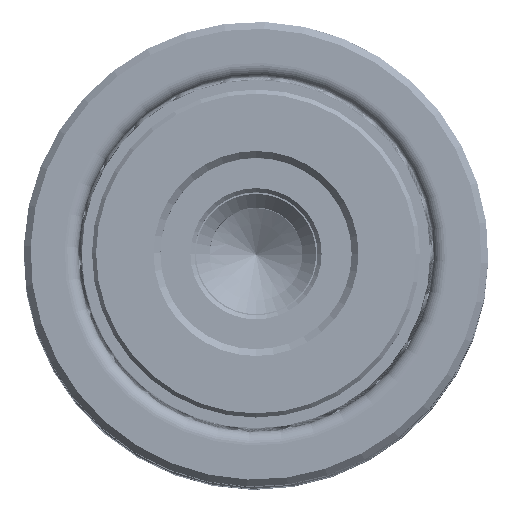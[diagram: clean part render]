
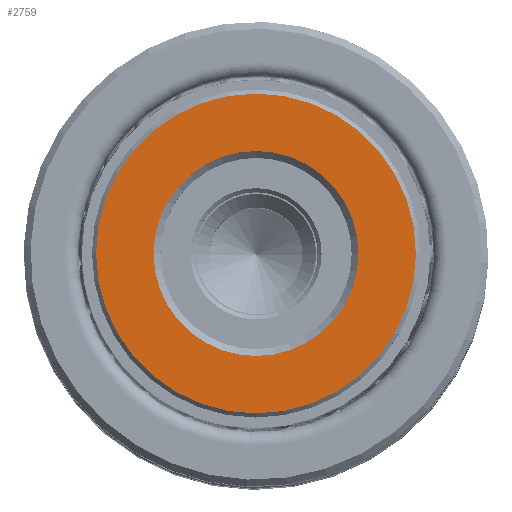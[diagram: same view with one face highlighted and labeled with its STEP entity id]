
A CAD part, top view. The second image highlights one B-rep face of the part: STEP entity #2759.
In plain terms, the highlighted face is planar.
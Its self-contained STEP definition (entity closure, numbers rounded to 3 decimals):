
#171 = EDGE_LOOP ( 'NONE', ( #14423, #29035 ) ) ;
#2204 = DIRECTION ( 'NONE',  ( 0., 0., -1. ) ) ;
#2759 = ADVANCED_FACE ( 'NONE', ( #21662, #29614 ), #20525, .F. ) ;
#2853 = EDGE_LOOP ( 'NONE', ( #11075, #35559 ) ) ;
#5611 = DIRECTION ( 'NONE',  ( 1., 0., 0. ) ) ;
#6916 = CARTESIAN_POINT ( 'NONE',  ( 11.7, 0., 0. ) ) ;
#7929 = CARTESIAN_POINT ( 'NONE',  ( 0., 0., 0. ) ) ;
#9257 = DIRECTION ( 'NONE',  ( 0., 0., 1. ) ) ;
#10961 = DIRECTION ( 'NONE',  ( 1., 0., 0. ) ) ;
#11075 = ORIENTED_EDGE ( 'NONE', *, *, #13583, .T. ) ;
#13583 = EDGE_CURVE ( 'NONE', #30105, #18181, #32678, .T. ) ;
#13874 = VERTEX_POINT ( 'NONE', #26745 ) ;
#13985 = AXIS2_PLACEMENT_3D ( 'NONE', #14494, #35382, #17524 ) ;
#14423 = ORIENTED_EDGE ( 'NONE', *, *, #25110, .T. ) ;
#14478 = CIRCLE ( 'NONE', #24620, 11.7 ) ;
#14494 = CARTESIAN_POINT ( 'NONE',  ( 0., 0., 0. ) ) ;
#16906 = EDGE_CURVE ( 'NONE', #18181, #30105, #23123, .T. ) ;
#17524 = DIRECTION ( 'NONE',  ( 1., 0., 0. ) ) ;
#17971 = CARTESIAN_POINT ( 'NONE',  ( -7.5, 0., 0. ) ) ;
#18181 = VERTEX_POINT ( 'NONE', #24599 ) ;
#19655 = EDGE_CURVE ( 'NONE', #13874, #29073, #26791, .T. ) ;
#20073 = CARTESIAN_POINT ( 'NONE',  ( 0., 0., 0. ) ) ;
#20525 = PLANE ( 'NONE',  #22680 ) ;
#21662 = FACE_OUTER_BOUND ( 'NONE', #171, .T. ) ;
#22460 = AXIS2_PLACEMENT_3D ( 'NONE', #27160, #9257, #30184 ) ;
#22680 = AXIS2_PLACEMENT_3D ( 'NONE', #38359, #23527, #5611 ) ;
#23071 = DIRECTION ( 'NONE',  ( 1., 0., 0. ) ) ;
#23123 = CIRCLE ( 'NONE', #13985, 7.5 ) ;
#23527 = DIRECTION ( 'NONE',  ( 0., 0., 1. ) ) ;
#24599 = CARTESIAN_POINT ( 'NONE',  ( 7.5, 0., 0. ) ) ;
#24620 = AXIS2_PLACEMENT_3D ( 'NONE', #20073, #2204, #23071 ) ;
#25110 = EDGE_CURVE ( 'NONE', #29073, #13874, #14478, .T. ) ;
#26745 = CARTESIAN_POINT ( 'NONE',  ( -11.7, 0., 0. ) ) ;
#26791 = CIRCLE ( 'NONE', #33040, 11.7 ) ;
#27160 = CARTESIAN_POINT ( 'NONE',  ( 0., 0., 0. ) ) ;
#28866 = DIRECTION ( 'NONE',  ( 0., 0., -1. ) ) ;
#29035 = ORIENTED_EDGE ( 'NONE', *, *, #19655, .T. ) ;
#29073 = VERTEX_POINT ( 'NONE', #6916 ) ;
#29614 = FACE_BOUND ( 'NONE', #2853, .T. ) ;
#30105 = VERTEX_POINT ( 'NONE', #17971 ) ;
#30184 = DIRECTION ( 'NONE',  ( 1., 0., 0. ) ) ;
#32678 = CIRCLE ( 'NONE', #22460, 7.5 ) ;
#33040 = AXIS2_PLACEMENT_3D ( 'NONE', #7929, #28866, #10961 ) ;
#35382 = DIRECTION ( 'NONE',  ( 0., 0., 1. ) ) ;
#35559 = ORIENTED_EDGE ( 'NONE', *, *, #16906, .T. ) ;
#38359 = CARTESIAN_POINT ( 'NONE',  ( 0., 0., 0. ) ) ;
